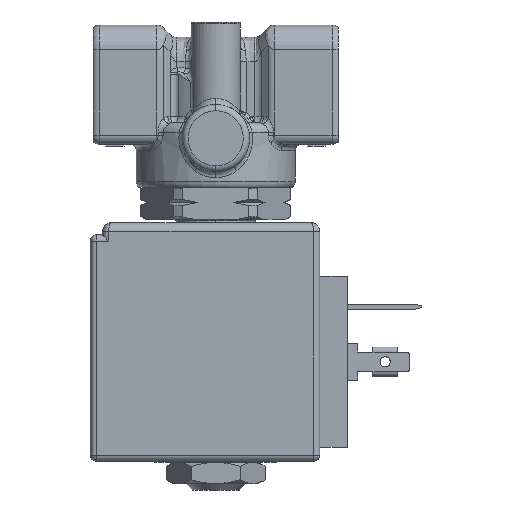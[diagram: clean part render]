
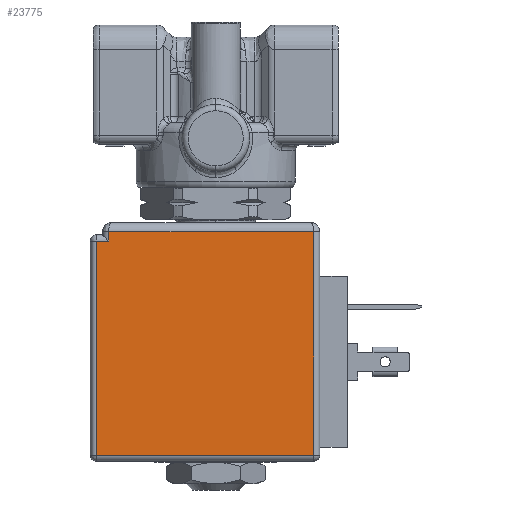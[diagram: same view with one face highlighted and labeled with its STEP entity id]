
A CAD part, front view. The second image highlights one B-rep face of the part: STEP entity #23775.
In plain terms, the highlighted face is planar.
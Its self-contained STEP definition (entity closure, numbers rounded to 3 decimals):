
#21189=DIRECTION('',(1.,0.,0.));
#21190=VECTOR('',#21189,33.5);
#21191=CARTESIAN_POINT('',(-16.,-3.5,
15.));
#21192=LINE('',#21191,#21190);
#21196=DIRECTION('',(0.,1.,0.));
#21197=VECTOR('',#21196,36.5);
#21198=CARTESIAN_POINT('',(-16.,-3.5,
15.));
#21199=LINE('',#21198,#21197);
#21203=DIRECTION('',(-1.,0.,0.));
#21204=VECTOR('',#21203,35.5);
#21205=CARTESIAN_POINT('',(19.5,33.,15.));
#21206=LINE('',#21205,#21204);
#21210=DIRECTION('',(0.,1.,0.));
#21211=VECTOR('',#21210,35.);
#21212=CARTESIAN_POINT('',(19.5,-2.,15.));
#21213=LINE('',#21212,#21211);
#21217=DIRECTION('',(1.,0.,0.));
#21218=VECTOR('',#21217,2.);
#21219=CARTESIAN_POINT('',(17.5,-2.,15.));
#21220=LINE('',#21219,#21218);
#21224=DIRECTION('',(0.,1.,0.));
#21225=VECTOR('',#21224,1.5);
#21226=CARTESIAN_POINT('',(17.5,-3.5,
15.));
#21227=LINE('',#21226,#21225);
#21305=CARTESIAN_POINT('',(17.5,-2.,15.));
#23064=CARTESIAN_POINT('',(-16.,-3.5,
15.));
#23065=CARTESIAN_POINT('',(17.5,-3.5,
15.));
#23066=VERTEX_POINT('',#23064);
#23067=VERTEX_POINT('',#23065);
#23082=CARTESIAN_POINT('',(-16.,33.,15.));
#23083=VERTEX_POINT('',#23082);
#23092=CARTESIAN_POINT('',(19.5,33.,15.));
#23093=VERTEX_POINT('',#23092);
#23106=CARTESIAN_POINT('',(19.5,-2.,15.));
#23107=VERTEX_POINT('',#23106);
#23109=VERTEX_POINT('',#21305);
#23757=CARTESIAN_POINT('',(0.,34.,15.));
#23758=DIRECTION('',(0.,0.,1.));
#23759=DIRECTION('',(1.,0.,0.));
#23760=AXIS2_PLACEMENT_3D('',#23757,#23758,#23759);
#23761=PLANE('',#23760);
#23763=ORIENTED_EDGE('',*,*,#23762,.F.);
#23764=ORIENTED_EDGE('',*,*,#23745,.T.);
#23766=ORIENTED_EDGE('',*,*,#23765,.F.);
#23768=ORIENTED_EDGE('',*,*,#23767,.F.);
#23770=ORIENTED_EDGE('',*,*,#23769,.F.);
#23772=ORIENTED_EDGE('',*,*,#23771,.F.);
#23773=EDGE_LOOP('',(#23763,#23764,#23766,#23768,#23770,#23772));
#23774=FACE_OUTER_BOUND('',#23773,.F.);
#23775=ADVANCED_FACE('',(#23774),#23761,.T.);
#23745=EDGE_CURVE('',#23066,#23083,#21199,.T.);
#23762=EDGE_CURVE('',#23066,#23067,#21192,.T.);
#23765=EDGE_CURVE('',#23093,#23083,#21206,.T.);
#23767=EDGE_CURVE('',#23107,#23093,#21213,.T.);
#23769=EDGE_CURVE('',#23109,#23107,#21220,.T.);
#23771=EDGE_CURVE('',#23067,#23109,#21227,.T.);
